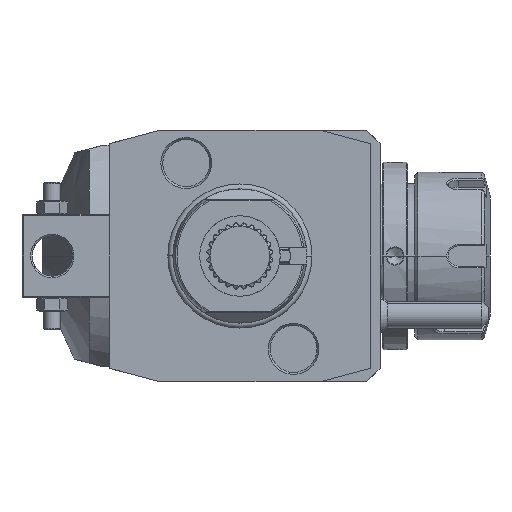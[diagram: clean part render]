
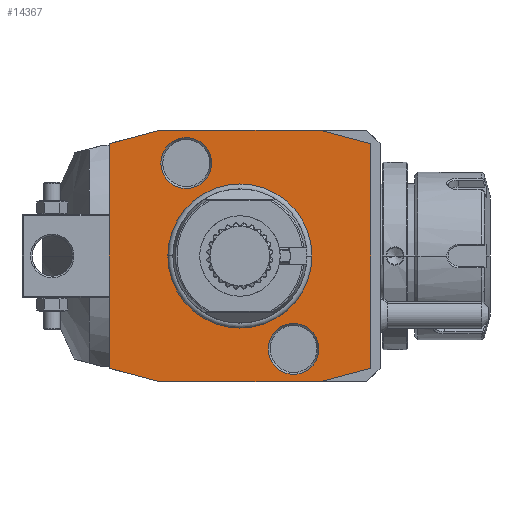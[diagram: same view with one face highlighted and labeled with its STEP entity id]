
A CAD part, front view. The second image highlights one B-rep face of the part: STEP entity #14367.
In plain terms, the highlighted planar face has unit normal (0, -1, 0).
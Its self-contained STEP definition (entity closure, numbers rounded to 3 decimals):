
#1=DIRECTION('',(0.966,0.,-0.259));
#2=VECTOR('',#1,15.529);
#3=CARTESIAN_POINT('',(-39.,0.,-33.481));
#4=LINE('',#3,#2);
#5=DIRECTION('',(0.,0.,-1.));
#6=VECTOR('',#5,66.962);
#7=CARTESIAN_POINT('',(-39.,0.,33.481));
#8=LINE('',#7,#6);
#9=DIRECTION('',(-0.966,0.,-0.259));
#10=VECTOR('',#9,15.529);
#11=CARTESIAN_POINT('',(-24.,0.,37.5));
#12=LINE('',#11,#10);
#13=DIRECTION('',(-1.,0.,0.));
#14=VECTOR('',#13,48.);
#15=CARTESIAN_POINT('',(24.,0.,37.5));
#16=LINE('',#15,#14);
#17=DIRECTION('',(-0.966,0.,0.259));
#18=VECTOR('',#17,15.529);
#19=CARTESIAN_POINT('',(39.,0.,33.481));
#20=LINE('',#19,#18);
#21=DIRECTION('',(0.,0.,1.));
#22=VECTOR('',#21,66.962);
#23=CARTESIAN_POINT('',(39.,0.,-33.481));
#24=LINE('',#23,#22);
#25=DIRECTION('',(0.966,0.,0.259));
#26=VECTOR('',#25,15.529);
#27=CARTESIAN_POINT('',(24.,0.,-37.5));
#28=LINE('',#27,#26);
#29=DIRECTION('',(1.,0.,0.));
#30=VECTOR('',#29,48.);
#31=CARTESIAN_POINT('',(-24.,0.,-37.5));
#32=LINE('',#31,#30);
#33=CARTESIAN_POINT('',(-16.,0.,27.713));
#34=DIRECTION('',(0.,1.,0.));
#35=DIRECTION('',(-1.,0.,0.));
#36=AXIS2_PLACEMENT_3D('',#33,#34,#35);
#38=CARTESIAN_POINT('',(-16.,0.,27.713));
#39=DIRECTION('',(0.,1.,0.));
#40=DIRECTION('',(1.,0.,0.));
#41=AXIS2_PLACEMENT_3D('',#38,#39,#40);
#43=CARTESIAN_POINT('',(16.,0.,-27.713));
#44=DIRECTION('',(0.,1.,0.));
#45=DIRECTION('',(1.,0.,0.));
#46=AXIS2_PLACEMENT_3D('',#43,#44,#45);
#48=CARTESIAN_POINT('',(16.,0.,-27.713));
#49=DIRECTION('',(0.,1.,0.));
#50=DIRECTION('',(-1.,0.,0.));
#51=AXIS2_PLACEMENT_3D('',#48,#49,#50);
#7067=CARTESIAN_POINT('',(0.,0.,0.));
#7068=DIRECTION('',(0.,1.,0.));
#7069=DIRECTION('',(-1.,0.,0.));
#7070=AXIS2_PLACEMENT_3D('',#7067,#7068,#7069);
#7072=CARTESIAN_POINT('',(0.,0.,0.));
#7073=DIRECTION('',(0.,1.,0.));
#7074=DIRECTION('',(1.,0.,0.));
#7075=AXIS2_PLACEMENT_3D('',#7072,#7073,#7074);
#12873=CARTESIAN_POINT('',(-23.577,0.,
27.713));
#12874=CARTESIAN_POINT('',(-8.423,0.,
27.713));
#12875=VERTEX_POINT('',#12873);
#12876=VERTEX_POINT('',#12874);
#13046=CARTESIAN_POINT('',(23.577,0.,-27.713));
#13047=CARTESIAN_POINT('',(8.423,0.,-27.713));
#13048=VERTEX_POINT('',#13046);
#13049=VERTEX_POINT('',#13047);
#13944=CARTESIAN_POINT('',(-39.,0.,-33.481));
#13945=CARTESIAN_POINT('',(-24.,0.,-37.5));
#13946=VERTEX_POINT('',#13944);
#13947=VERTEX_POINT('',#13945);
#13948=CARTESIAN_POINT('',(24.,0.,-37.5));
#13949=VERTEX_POINT('',#13948);
#13950=CARTESIAN_POINT('',(39.,0.,-33.481));
#13951=VERTEX_POINT('',#13950);
#13952=CARTESIAN_POINT('',(39.,0.,33.481));
#13953=VERTEX_POINT('',#13952);
#13954=CARTESIAN_POINT('',(24.,0.,37.5));
#13955=VERTEX_POINT('',#13954);
#13956=CARTESIAN_POINT('',(-24.,0.,37.5));
#13957=VERTEX_POINT('',#13956);
#13958=CARTESIAN_POINT('',(-39.,0.,33.481));
#13959=VERTEX_POINT('',#13958);
#14200=CARTESIAN_POINT('',(-21.137,0.,0.));
#14201=CARTESIAN_POINT('',(21.137,0.,0.));
#14202=VERTEX_POINT('',#14200);
#14203=VERTEX_POINT('',#14201);
#14326=CARTESIAN_POINT('',(0.,0.,0.));
#14327=DIRECTION('',(0.,-1.,0.));
#14328=DIRECTION('',(-1.,0.,0.));
#14329=AXIS2_PLACEMENT_3D('',#14326,#14327,#14328);
#14330=PLANE('',#14329);
#14332=ORIENTED_EDGE('',*,*,#14331,.F.);
#14334=ORIENTED_EDGE('',*,*,#14333,.F.);
#14336=ORIENTED_EDGE('',*,*,#14335,.F.);
#14338=ORIENTED_EDGE('',*,*,#14337,.F.);
#14340=ORIENTED_EDGE('',*,*,#14339,.F.);
#14342=ORIENTED_EDGE('',*,*,#14341,.F.);
#14344=ORIENTED_EDGE('',*,*,#14343,.F.);
#14346=ORIENTED_EDGE('',*,*,#14345,.F.);
#14347=EDGE_LOOP('',(#14332,#14334,#14336,#14338,#14340,#14342,#14344,#14346));
#14348=FACE_OUTER_BOUND('',#14347,.F.);
#14350=ORIENTED_EDGE('',*,*,#14349,.F.);
#14352=ORIENTED_EDGE('',*,*,#14351,.F.);
#14353=EDGE_LOOP('',(#14350,#14352));
#14354=FACE_BOUND('',#14353,.F.);
#14356=ORIENTED_EDGE('',*,*,#14355,.F.);
#14358=ORIENTED_EDGE('',*,*,#14357,.F.);
#14359=EDGE_LOOP('',(#14356,#14358));
#14360=FACE_BOUND('',#14359,.F.);
#14362=ORIENTED_EDGE('',*,*,#14361,.F.);
#14364=ORIENTED_EDGE('',*,*,#14363,.F.);
#14365=EDGE_LOOP('',(#14362,#14364));
#14366=FACE_BOUND('',#14365,.F.);
#37=CIRCLE('',#36,7.577);
#42=CIRCLE('',#41,7.577);
#47=CIRCLE('',#46,7.577);
#52=CIRCLE('',#51,7.577);
#7071=CIRCLE('',#7070,21.137);
#7076=CIRCLE('',#7075,21.137);
#14331=EDGE_CURVE('',#13946,#13947,#4,.T.);
#14333=EDGE_CURVE('',#13959,#13946,#8,.T.);
#14335=EDGE_CURVE('',#13957,#13959,#12,.T.);
#14337=EDGE_CURVE('',#13955,#13957,#16,.T.);
#14339=EDGE_CURVE('',#13953,#13955,#20,.T.);
#14341=EDGE_CURVE('',#13951,#13953,#24,.T.);
#14343=EDGE_CURVE('',#13949,#13951,#28,.T.);
#14345=EDGE_CURVE('',#13947,#13949,#32,.T.);
#14349=EDGE_CURVE('',#14202,#14203,#7071,.T.);
#14351=EDGE_CURVE('',#14203,#14202,#7076,.T.);
#14355=EDGE_CURVE('',#12875,#12876,#37,.T.);
#14357=EDGE_CURVE('',#12876,#12875,#42,.T.);
#14361=EDGE_CURVE('',#13048,#13049,#47,.T.);
#14363=EDGE_CURVE('',#13049,#13048,#52,.T.);
#14367=ADVANCED_FACE('',(#14348,#14354,#14360,#14366),#14330,.T.);
